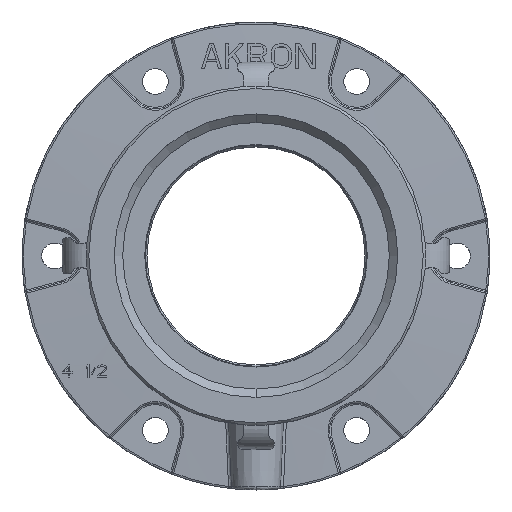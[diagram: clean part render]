
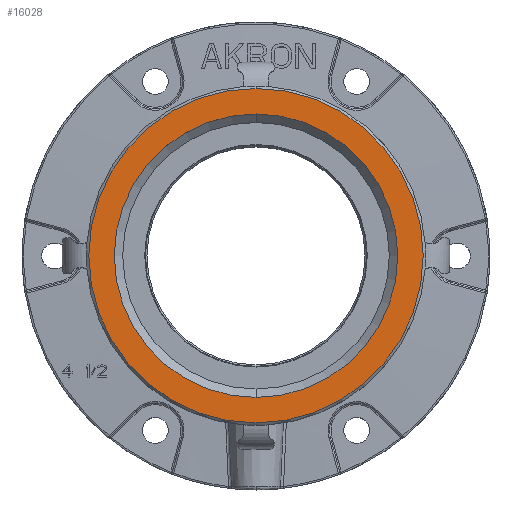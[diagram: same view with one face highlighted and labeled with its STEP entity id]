
A CAD part, top view. The second image highlights one B-rep face of the part: STEP entity #16028.
In plain terms, the highlighted planar face has unit normal (0, 0, 1).
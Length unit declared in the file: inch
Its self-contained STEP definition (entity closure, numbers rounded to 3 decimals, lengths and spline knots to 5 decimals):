
#14346=CARTESIAN_POINT('',(0.,0.,3.1085));
#14347=DIRECTION('',(0.,0.,-1.));
#14348=DIRECTION('',(0.,-1.,0.));
#14349=AXIS2_PLACEMENT_3D('',#14346,#14347,#14348);
#14359=CARTESIAN_POINT('',(0.,0.,3.1085));
#14360=DIRECTION('',(0.,0.,1.));
#14361=DIRECTION('',(0.,-1.,0.));
#14362=AXIS2_PLACEMENT_3D('',#14359,#14360,#14361);
#14364=CARTESIAN_POINT('',(0.,0.,3.1085));
#14365=DIRECTION('',(0.,0.,-1.));
#14366=DIRECTION('',(0.,-1.,0.));
#14367=AXIS2_PLACEMENT_3D('',#14364,#14365,#14366);
#14369=CARTESIAN_POINT('',(0.,0.,3.1085));
#14370=DIRECTION('',(0.,0.,1.));
#14371=DIRECTION('',(0.,-1.,0.));
#14372=AXIS2_PLACEMENT_3D('',#14369,#14370,#14371);
#15703=CARTESIAN_POINT('',(0.,-2.925,3.1085));
#15704=VERTEX_POINT('',#15703);
#15715=CARTESIAN_POINT('',(0.,2.925,3.1085));
#15716=VERTEX_POINT('',#15715);
#15732=CARTESIAN_POINT('',(0.,-3.45,3.1085));
#15734=VERTEX_POINT('',#15732);
#15740=CARTESIAN_POINT('',(0.,3.45,3.1085));
#15742=VERTEX_POINT('',#15740);
#16013=CARTESIAN_POINT('',(0.,0.,3.1085));
#16014=DIRECTION('',(0.,0.,-1.));
#16015=DIRECTION('',(0.,-1.,0.));
#16016=AXIS2_PLACEMENT_3D('',#16013,#16014,#16015);
#16017=PLANE('',#16016);
#16019=ORIENTED_EDGE('',*,*,#16018,.T.);
#16021=ORIENTED_EDGE('',*,*,#16020,.F.);
#16022=EDGE_LOOP('',(#16019,#16021));
#16023=FACE_OUTER_BOUND('',#16022,.F.);
#16024=ORIENTED_EDGE('',*,*,#16008,.T.);
#16025=ORIENTED_EDGE('',*,*,#15992,.F.);
#16026=EDGE_LOOP('',(#16024,#16025));
#16027=FACE_BOUND('',#16026,.F.);
#16028=ADVANCED_FACE('',(#16023,#16027),#16017,.F.);
#14350=CIRCLE('',#14349,2.925);
#14363=CIRCLE('',#14362,2.925);
#14368=CIRCLE('',#14367,3.45);
#14373=CIRCLE('',#14372,3.45);
#15992=EDGE_CURVE('',#15704,#15716,#14350,.T.);
#16008=EDGE_CURVE('',#15704,#15716,#14363,.T.);
#16018=EDGE_CURVE('',#15734,#15742,#14368,.T.);
#16020=EDGE_CURVE('',#15734,#15742,#14373,.T.);
